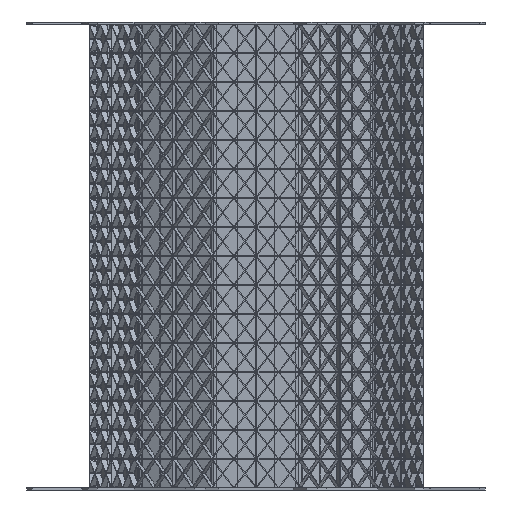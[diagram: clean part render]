
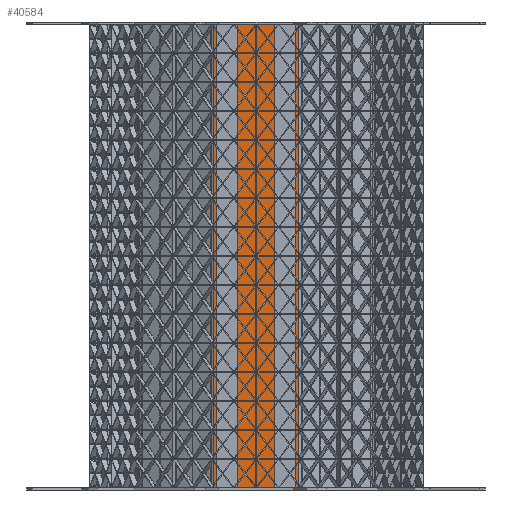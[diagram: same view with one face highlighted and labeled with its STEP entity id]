
A CAD part, left-side view. The second image highlights one B-rep face of the part: STEP entity #40584.
In plain terms, the highlighted face is planar.
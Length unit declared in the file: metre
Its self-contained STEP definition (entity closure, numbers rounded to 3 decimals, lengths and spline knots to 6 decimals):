
#1288 = CARTESIAN_POINT ( 'NONE',  ( 0.4083, 0., -2.223175 ) ) ;
#2696 = DIRECTION ( 'NONE',  ( 1., 0., 0. ) ) ;
#6601 = ORIENTED_EDGE ( 'NONE', *, *, #29234, .F. ) ;
#12187 = VECTOR ( 'NONE', #26862, 1. ) ;
#12457 = CARTESIAN_POINT ( 'NONE',  ( 0.4083, 0., -2.223175 ) ) ;
#12652 = LINE ( 'NONE', #12457, #27116 ) ;
#13917 = VECTOR ( 'NONE', #2696, 1. ) ;
#14201 = CARTESIAN_POINT ( 'NONE',  ( 0.4083, 0., -2.223175 ) ) ;
#14531 = ORIENTED_EDGE ( 'NONE', *, *, #19926, .T. ) ;
#14613 = LINE ( 'NONE', #14201, #12187 ) ;
#16647 = PLANE ( 'NONE',  #28276 ) ;
#19926 = EDGE_CURVE ( 'NONE', #31829, #38082, #14613, .T. ) ;
#20191 = DIRECTION ( 'NONE',  ( 0., -1., 0. ) ) ;
#20808 = CARTESIAN_POINT ( 'NONE',  ( -0.4083, 0., -2.223175 ) ) ;
#23370 = CARTESIAN_POINT ( 'NONE',  ( 0.4083, 0., -2.223175 ) ) ;
#23457 = VECTOR ( 'NONE', #33485, 1. ) ;
#23517 = CARTESIAN_POINT ( 'NONE',  ( -0.4083, 0., -2.223175 ) ) ;
#24236 = EDGE_CURVE ( 'NONE', #38082, #36059, #12652, .T. ) ;
#25305 = CARTESIAN_POINT ( 'NONE',  ( 0.4083, 0., 2.223175 ) ) ;
#25523 = DIRECTION ( 'NONE',  ( 0., 0., 1. ) ) ;
#26411 = DIRECTION ( 'NONE',  ( 0., 0., -1. ) ) ;
#26862 = DIRECTION ( 'NONE',  ( 1., 0., 0. ) ) ;
#27116 = VECTOR ( 'NONE', #25523, 1. ) ;
#28276 = AXIS2_PLACEMENT_3D ( 'NONE', #1288, #20191, #26411 ) ;
#28711 = VERTEX_POINT ( 'NONE', #40329 ) ;
#29015 = EDGE_LOOP ( 'NONE', ( #34876, #6601, #31100, #14531 ) ) ;
#29234 = EDGE_CURVE ( 'NONE', #28711, #36059, #31148, .T. ) ;
#30161 = FACE_OUTER_BOUND ( 'NONE', #29015, .T. ) ;
#30372 = LINE ( 'NONE', #20808, #23457 ) ;
#31100 = ORIENTED_EDGE ( 'NONE', *, *, #35721, .F. ) ;
#31148 = LINE ( 'NONE', #25305, #13917 ) ;
#31829 = VERTEX_POINT ( 'NONE', #23517 ) ;
#33485 = DIRECTION ( 'NONE',  ( 0., 0., 1. ) ) ;
#34876 = ORIENTED_EDGE ( 'NONE', *, *, #24236, .T. ) ;
#34901 = CARTESIAN_POINT ( 'NONE',  ( 0.4083, 0., 2.223175 ) ) ;
#35721 = EDGE_CURVE ( 'NONE', #31829, #28711, #30372, .T. ) ;
#36059 = VERTEX_POINT ( 'NONE', #34901 ) ;
#38082 = VERTEX_POINT ( 'NONE', #23370 ) ;
#40329 = CARTESIAN_POINT ( 'NONE',  ( -0.4083, 0., 2.223175 ) ) ;
#40584 = ADVANCED_FACE ( 'NONE', ( #30161 ), #16647, .T. ) ;
